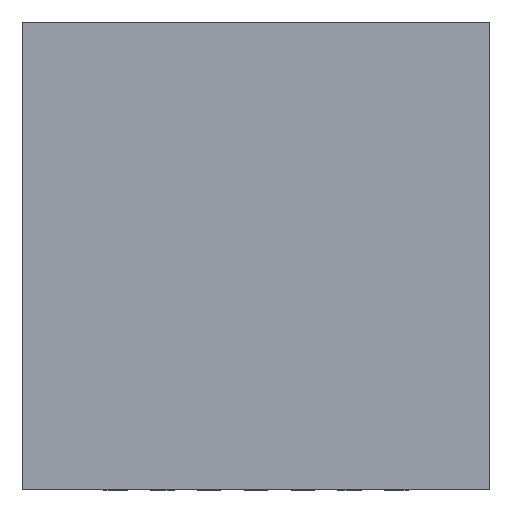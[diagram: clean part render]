
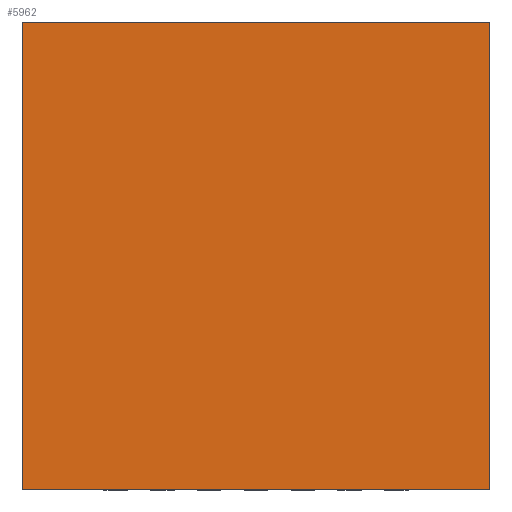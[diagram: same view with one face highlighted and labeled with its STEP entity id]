
A CAD part, top view. The second image highlights one B-rep face of the part: STEP entity #5962.
In plain terms, the highlighted face is planar.
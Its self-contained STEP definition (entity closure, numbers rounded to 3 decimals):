
#2516=DIRECTION('',(0.,0.,1.));
#2517=VECTOR('',#2516,5.);
#2518=CARTESIAN_POINT('',(-2.5,0.775,-2.5));
#2519=LINE('',#2518,#2517);
#2523=DIRECTION('',(-1.,0.,0.));
#2524=VECTOR('',#2523,5.);
#2525=CARTESIAN_POINT('',(2.5,0.775,-2.5));
#2526=LINE('',#2525,#2524);
#2530=DIRECTION('',(0.,0.,-1.));
#2531=VECTOR('',#2530,5.);
#2532=CARTESIAN_POINT('',(2.5,0.775,2.5));
#2533=LINE('',#2532,#2531);
#2537=DIRECTION('',(1.,0.,0.));
#2538=VECTOR('',#2537,5.);
#2539=CARTESIAN_POINT('',(-2.5,0.775,2.5));
#2540=LINE('',#2539,#2538);
#3718=CARTESIAN_POINT('',(-2.5,0.775,-2.5));
#3719=CARTESIAN_POINT('',(-2.5,0.775,2.5));
#3720=VERTEX_POINT('',#3718);
#3721=VERTEX_POINT('',#3719);
#3722=CARTESIAN_POINT('',(2.5,0.775,2.5));
#3723=VERTEX_POINT('',#3722);
#3724=CARTESIAN_POINT('',(2.5,0.775,-2.5));
#3725=VERTEX_POINT('',#3724);
#5951=CARTESIAN_POINT('',(0.,0.775,0.));
#5952=DIRECTION('',(0.,1.,0.));
#5953=DIRECTION('',(1.,0.,0.));
#5954=AXIS2_PLACEMENT_3D('',#5951,#5952,#5953);
#5955=PLANE('',#5954);
#5956=ORIENTED_EDGE('',*,*,#4951,.F.);
#5957=ORIENTED_EDGE('',*,*,#5405,.F.);
#5958=ORIENTED_EDGE('',*,*,#5830,.F.);
#5959=ORIENTED_EDGE('',*,*,#4773,.F.);
#5960=EDGE_LOOP('',(#5956,#5957,#5958,#5959));
#5961=FACE_OUTER_BOUND('',#5960,.F.);
#4773=EDGE_CURVE('',#3721,#3723,#2540,.T.);
#4951=EDGE_CURVE('',#3720,#3721,#2519,.T.);
#5405=EDGE_CURVE('',#3725,#3720,#2526,.T.);
#5830=EDGE_CURVE('',#3723,#3725,#2533,.T.);
#5962=ADVANCED_FACE('',(#5961),#5955,.T.);
